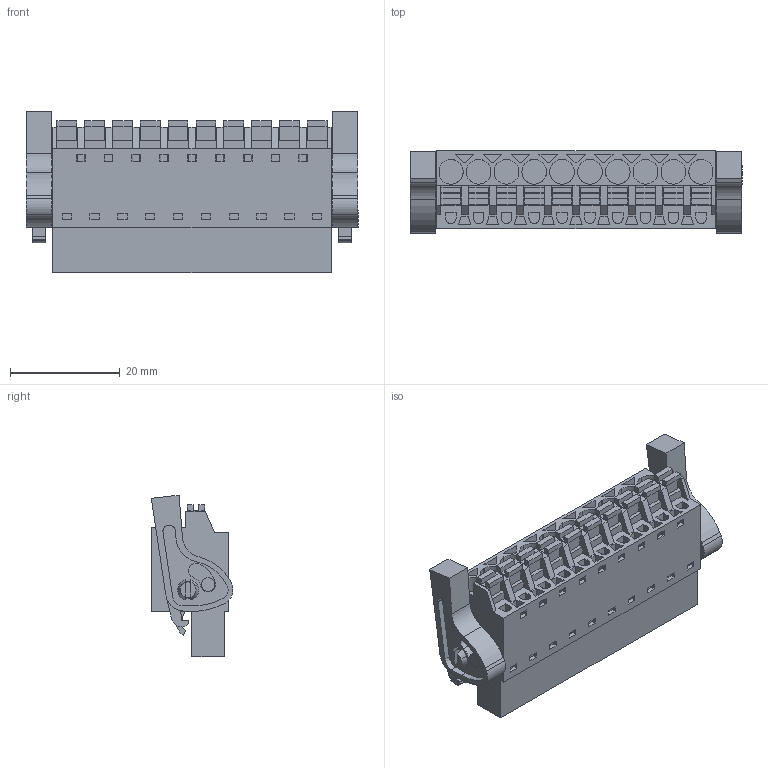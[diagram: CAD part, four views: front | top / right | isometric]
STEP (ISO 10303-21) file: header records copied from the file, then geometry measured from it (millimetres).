
FILE_DESCRIPTION(('CATIA V5 STEP Exchange','CAx-IF Rec.Pracs.--- Model Styling and Organization---1.2---2011-12-15'),'2;1');
FILE_NAME ('D1446628_0_1014460000_1014460000.stp','2017-04-29T06:07:28+00:00',('none'),('Weidmueller'),'CATIA Version 5-6 Release 2014','CATIA V5 STEP AP214','none');
FILE_SCHEMA(('AUTOMOTIVE_DESIGN { 1 0 10303 214 1 1 1 1 }'));
Length unit declared in the file: millimetre
Products named in the file (1): 1014460000
Bounding box: 60.62 x 14.96 x 29.52 mm (x, y, z)
Volume: 13224.2 mm3; surface area: 9862.8 mm2
Topology: 13 solids, 13 shells, 834 faces, 2369 edges, 1641 vertices
Faces by surface type: plane 690, cylinder 135, cone 8, extrusion 1
Entity records: 26770 total; most frequent: CARTESIAN_POINT 5120, ORIENTED_EDGE 4738, DIRECTION 3434, EDGE_CURVE 2369, VECTOR 2062, LINE 2061, VERTEX_POINT 1641, EDGE_LOOP 958
